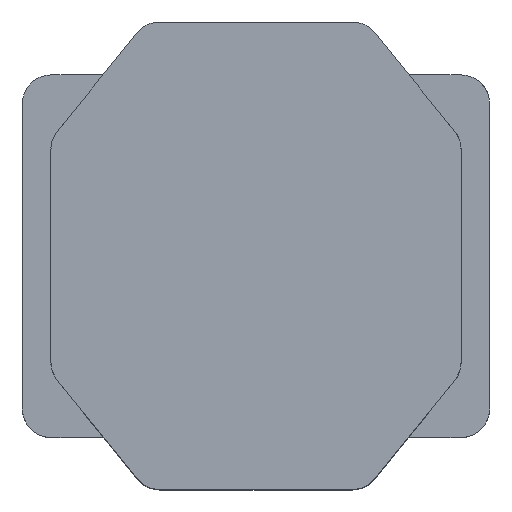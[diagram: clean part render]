
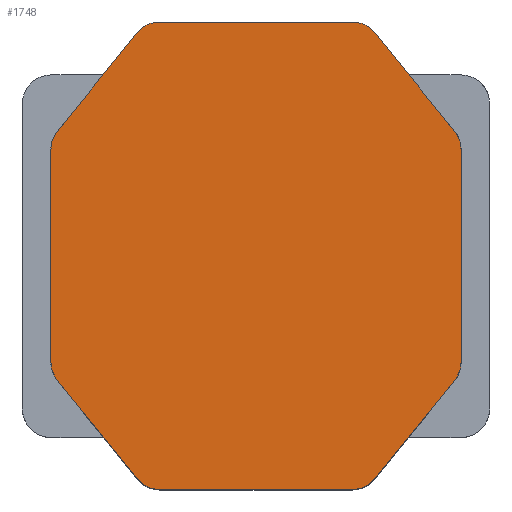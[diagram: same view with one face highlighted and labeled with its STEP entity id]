
A CAD part, top view. The second image highlights one B-rep face of the part: STEP entity #1748.
In plain terms, the highlighted face is planar.
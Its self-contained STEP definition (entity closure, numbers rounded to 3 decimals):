
#2 = ORIENTED_EDGE ( 'NONE', *, *, #3612, .T. ) ;
#3 = ORIENTED_EDGE ( 'NONE', *, *, #3582, .T. ) ;
#4 = ORIENTED_EDGE ( 'NONE', *, *, #3611, .T. ) ;
#5 = ORIENTED_EDGE ( 'NONE', *, *, #3603, .T. ) ;
#6 = ORIENTED_EDGE ( 'NONE', *, *, #3610, .T. ) ;
#7 = ORIENTED_EDGE ( 'NONE', *, *, #3600, .T. ) ;
#8 = ORIENTED_EDGE ( 'NONE', *, *, #3609, .T. ) ;
#9 = ORIENTED_EDGE ( 'NONE', *, *, #3597, .T. ) ;
#10 = ORIENTED_EDGE ( 'NONE', *, *, #3608, .T. ) ;
#11 = ORIENTED_EDGE ( 'NONE', *, *, #3594, .T. ) ;
#12 = ORIENTED_EDGE ( 'NONE', *, *, #3607, .T. ) ;
#13 = ORIENTED_EDGE ( 'NONE', *, *, #3591, .T. ) ;
#14 = ORIENTED_EDGE ( 'NONE', *, *, #3606, .T. ) ;
#15 = ORIENTED_EDGE ( 'NONE', *, *, #3587, .T. ) ;
#16 = ORIENTED_EDGE ( 'NONE', *, *, #3605, .T. ) ;
#17 = ORIENTED_EDGE ( 'NONE', *, *, #3585, .T. ) ;
#63 = VERTEX_POINT ( 'NONE', #3021 ) ;
#90 = CARTESIAN_POINT ( 'NONE',  ( -1.155, 4., -2.45 ) ) ;
#91 = DIRECTION ( 'NONE',  ( -0.629, 0., 0.777 ) ) ;
#94 = CARTESIAN_POINT ( 'NONE',  ( -2.15, 4., -1.222 ) ) ;
#95 = DIRECTION ( 'NONE',  ( 0., 0., 1. ) ) ;
#102 = CARTESIAN_POINT ( 'NONE',  ( -2.15, 4., 1.222 ) ) ;
#103 = DIRECTION ( 'NONE',  ( 0.629, 0., 0.777 ) ) ;
#108 = CARTESIAN_POINT ( 'NONE',  ( -1.155, 4., 2.45 ) ) ;
#109 = DIRECTION ( 'NONE',  ( 1., 0., 0. ) ) ;
#114 = CARTESIAN_POINT ( 'NONE',  ( 1.155, 4., 2.45 ) ) ;
#115 = DIRECTION ( 'NONE',  ( 0.629, 0., -0.777 ) ) ;
#120 = CARTESIAN_POINT ( 'NONE',  ( 2.15, 4., 1.222 ) ) ;
#121 = DIRECTION ( 'NONE',  ( 0., 0., -1. ) ) ;
#126 = CARTESIAN_POINT ( 'NONE',  ( 2.15, 4., -1.222 ) ) ;
#127 = DIRECTION ( 'NONE',  ( -0.629, 0., -0.777 ) ) ;
#130 = CARTESIAN_POINT ( 'NONE',  ( -1.85, 4., -1.115 ) ) ;
#131 = DIRECTION ( 'NONE',  ( 0., 1., 0. ) ) ;
#132 = DIRECTION ( 'NONE',  ( 0., 0., 1. ) ) ;
#133 = CARTESIAN_POINT ( 'NONE',  ( -1.85, 4., 1.115 ) ) ;
#134 = DIRECTION ( 'NONE',  ( 0., 1., 0. ) ) ;
#135 = DIRECTION ( 'NONE',  ( 0., 0., 1. ) ) ;
#136 = CARTESIAN_POINT ( 'NONE',  ( -1.012, 4., 2.15 ) ) ;
#137 = DIRECTION ( 'NONE',  ( 0., 1., 0. ) ) ;
#138 = DIRECTION ( 'NONE',  ( 0., 0., 1. ) ) ;
#139 = CARTESIAN_POINT ( 'NONE',  ( 1.012, 4., 2.15 ) ) ;
#140 = DIRECTION ( 'NONE',  ( 0., 1., 0. ) ) ;
#141 = DIRECTION ( 'NONE',  ( 0., 0., 1. ) ) ;
#142 = CARTESIAN_POINT ( 'NONE',  ( 1.85, 4., 1.115 ) ) ;
#143 = DIRECTION ( 'NONE',  ( 0., 1., 0. ) ) ;
#144 = DIRECTION ( 'NONE',  ( 0., 0., 1. ) ) ;
#145 = CARTESIAN_POINT ( 'NONE',  ( 1.85, 4., -1.115 ) ) ;
#146 = DIRECTION ( 'NONE',  ( 0., 1., 0. ) ) ;
#147 = DIRECTION ( 'NONE',  ( 0., 0., 1. ) ) ;
#150 = CARTESIAN_POINT ( 'NONE',  ( 1.012, 4., -2.15 ) ) ;
#151 = DIRECTION ( 'NONE',  ( 0., 1., 0. ) ) ;
#152 = DIRECTION ( 'NONE',  ( 0., 0., 1. ) ) ;
#155 = CARTESIAN_POINT ( 'NONE',  ( -1.012, 4., -2.15 ) ) ;
#156 = DIRECTION ( 'NONE',  ( 0., 1., 0. ) ) ;
#157 = DIRECTION ( 'NONE',  ( 0., 0., 1. ) ) ;
#220 = CARTESIAN_POINT ( 'NONE',  ( -1.245, 4., 2.339 ) ) ;
#232 = CARTESIAN_POINT ( 'NONE',  ( 1.245, 4., -2.339 ) ) ;
#237 = CARTESIAN_POINT ( 'NONE',  ( 2.15, 4., 1.115 ) ) ;
#239 = CARTESIAN_POINT ( 'NONE',  ( 2.083, 4., -1.304 ) ) ;
#240 = CARTESIAN_POINT ( 'NONE',  ( 2.15, 4., -1.115 ) ) ;
#610 = PLANE ( 'NONE',  #2276 ) ;
#629 = CARTESIAN_POINT ( 'NONE',  ( 0., 4., 0. ) ) ;
#630 = DIRECTION ( 'NONE',  ( 0., 1., 0. ) ) ;
#631 = DIRECTION ( 'NONE',  ( 0., 0., 1. ) ) ;
#1373 = CARTESIAN_POINT ( 'NONE',  ( 1.155, 4., -2.45 ) ) ;
#1374 = DIRECTION ( 'NONE',  ( -1., 0., 0. ) ) ;
#1560 = VERTEX_POINT ( 'NONE', #2957 ) ;
#1582 = VERTEX_POINT ( 'NONE', #2929 ) ;
#1601 = VERTEX_POINT ( 'NONE', #2915 ) ;
#1602 = VERTEX_POINT ( 'NONE', #2896 ) ;
#1612 = VERTEX_POINT ( 'NONE', #2935 ) ;
#1614 = VERTEX_POINT ( 'NONE', #2938 ) ;
#1620 = VERTEX_POINT ( 'NONE', #2960 ) ;
#1628 = VERTEX_POINT ( 'NONE', #2983 ) ;
#1661 = VERTEX_POINT ( 'NONE', #3014 ) ;
#1664 = VERTEX_POINT ( 'NONE', #2903 ) ;
#1748 = ADVANCED_FACE ( 'NONE', ( #3318 ), #610, .T. ) ;
#2276 = AXIS2_PLACEMENT_3D ( 'NONE', #629, #630, #631 ) ;
#2896 = CARTESIAN_POINT ( 'NONE',  ( -1.245, 4., -2.339 ) ) ;
#2903 = CARTESIAN_POINT ( 'NONE',  ( 2.083, 4., 1.304 ) ) ;
#2915 = CARTESIAN_POINT ( 'NONE',  ( -2.083, 4., -1.304 ) ) ;
#2929 = CARTESIAN_POINT ( 'NONE',  ( -2.15, 4., -1.115 ) ) ;
#2935 = CARTESIAN_POINT ( 'NONE',  ( -2.15, 4., 1.115 ) ) ;
#2938 = CARTESIAN_POINT ( 'NONE',  ( 1.012, 4., -2.45 ) ) ;
#2957 = CARTESIAN_POINT ( 'NONE',  ( -1.012, 4., 2.45 ) ) ;
#2960 = CARTESIAN_POINT ( 'NONE',  ( -2.083, 4., 1.304 ) ) ;
#2983 = CARTESIAN_POINT ( 'NONE',  ( 1.012, 4., 2.45 ) ) ;
#3014 = CARTESIAN_POINT ( 'NONE',  ( 1.245, 4., 2.339 ) ) ;
#3021 = CARTESIAN_POINT ( 'NONE',  ( -1.012, 4., -2.45 ) ) ;
#3183 = LINE ( 'NONE', #1373, #3186 ) ;
#3186 = VECTOR ( 'NONE', #1374, 1000. ) ;
#3189 = LINE ( 'NONE', #90, #3192 ) ;
#3192 = VECTOR ( 'NONE', #91, 1000. ) ;
#3193 = LINE ( 'NONE', #94, #3196 ) ;
#3196 = VECTOR ( 'NONE', #95, 1000. ) ;
#3201 = LINE ( 'NONE', #102, #3204 ) ;
#3204 = VECTOR ( 'NONE', #103, 1000. ) ;
#3207 = LINE ( 'NONE', #108, #3210 ) ;
#3210 = VECTOR ( 'NONE', #109, 1000. ) ;
#3213 = LINE ( 'NONE', #114, #3216 ) ;
#3216 = VECTOR ( 'NONE', #115, 1000. ) ;
#3219 = LINE ( 'NONE', #120, #3222 ) ;
#3222 = VECTOR ( 'NONE', #121, 1000. ) ;
#3225 = LINE ( 'NONE', #126, #3228 ) ;
#3228 = VECTOR ( 'NONE', #127, 1000. ) ;
#3229 = CIRCLE ( 'NONE', #3792, 0.3 ) ;
#3231 = CIRCLE ( 'NONE', #3793, 0.3 ) ;
#3232 = CIRCLE ( 'NONE', #3794, 0.3 ) ;
#3233 = CIRCLE ( 'NONE', #3795, 0.3 ) ;
#3234 = CIRCLE ( 'NONE', #3796, 0.3 ) ;
#3235 = CIRCLE ( 'NONE', #3797, 0.3 ) ;
#3236 = CIRCLE ( 'NONE', #3798, 0.3 ) ;
#3237 = CIRCLE ( 'NONE', #3799, 0.3 ) ;
#3318 = FACE_OUTER_BOUND ( 'NONE', #3929, .T. ) ;
#3582 = EDGE_CURVE ( 'NONE', #1614, #63, #3183, .T. ) ;
#3585 = EDGE_CURVE ( 'NONE', #1602, #1601, #3189, .T. ) ;
#3587 = EDGE_CURVE ( 'NONE', #1582, #1612, #3193, .T. ) ;
#3591 = EDGE_CURVE ( 'NONE', #1620, #3858, #3201, .T. ) ;
#3594 = EDGE_CURVE ( 'NONE', #1560, #1628, #3207, .T. ) ;
#3597 = EDGE_CURVE ( 'NONE', #1661, #1664, #3213, .T. ) ;
#3600 = EDGE_CURVE ( 'NONE', #4305, #4306, #3219, .T. ) ;
#3603 = EDGE_CURVE ( 'NONE', #4304, #4307, #3225, .T. ) ;
#3605 = EDGE_CURVE ( 'NONE', #1601, #1582, #3229, .T. ) ;
#3606 = EDGE_CURVE ( 'NONE', #1612, #1620, #3231, .T. ) ;
#3607 = EDGE_CURVE ( 'NONE', #3858, #1560, #3232, .T. ) ;
#3608 = EDGE_CURVE ( 'NONE', #1628, #1661, #3233, .T. ) ;
#3609 = EDGE_CURVE ( 'NONE', #1664, #4305, #3234, .T. ) ;
#3610 = EDGE_CURVE ( 'NONE', #4306, #4304, #3235, .T. ) ;
#3611 = EDGE_CURVE ( 'NONE', #4307, #1614, #3236, .T. ) ;
#3612 = EDGE_CURVE ( 'NONE', #63, #1602, #3237, .T. ) ;
#3792 = AXIS2_PLACEMENT_3D ( 'NONE', #130, #131, #132 ) ;
#3793 = AXIS2_PLACEMENT_3D ( 'NONE', #133, #134, #135 ) ;
#3794 = AXIS2_PLACEMENT_3D ( 'NONE', #136, #137, #138 ) ;
#3795 = AXIS2_PLACEMENT_3D ( 'NONE', #139, #140, #141 ) ;
#3796 = AXIS2_PLACEMENT_3D ( 'NONE', #142, #143, #144 ) ;
#3797 = AXIS2_PLACEMENT_3D ( 'NONE', #145, #146, #147 ) ;
#3798 = AXIS2_PLACEMENT_3D ( 'NONE', #150, #151, #152 ) ;
#3799 = AXIS2_PLACEMENT_3D ( 'NONE', #155, #156, #157 ) ;
#3858 = VERTEX_POINT ( 'NONE', #220 ) ;
#3929 = EDGE_LOOP ( 'NONE', ( #17, #16, #15, #14, #13, #12, #11, #10, #9, #8, #7, #6, #5, #4, #3, #2 ) ) ;
#4304 = VERTEX_POINT ( 'NONE', #239 ) ;
#4305 = VERTEX_POINT ( 'NONE', #237 ) ;
#4306 = VERTEX_POINT ( 'NONE', #240 ) ;
#4307 = VERTEX_POINT ( 'NONE', #232 ) ;
